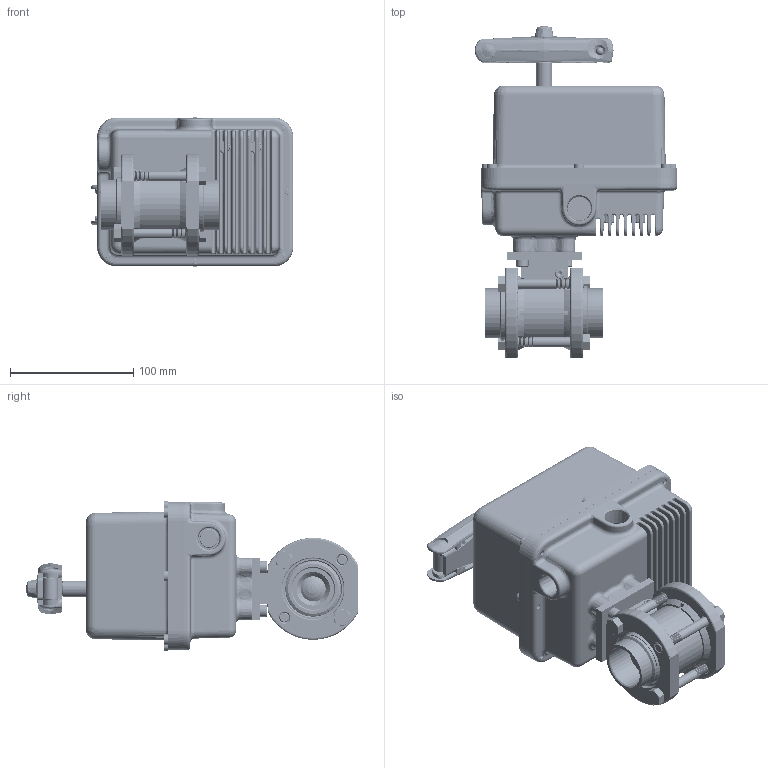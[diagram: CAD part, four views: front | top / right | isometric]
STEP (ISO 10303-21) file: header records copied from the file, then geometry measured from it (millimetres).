
FILE_DESCRIPTION (( 'STEP AP203' ), '1' );
FILE_NAME ('28XXSWS600.step', '2018-04-11T12:16:26', ( '' ), ( '' ), 'SwSTEP 2.0', 'SolidWorks 2017', '' );
FILE_SCHEMA (( 'CONFIG_CONTROL_DESIGN' ));
Length unit declared in the file: inch
Products named in the file (1): 28XXSWS600
Bounding box: 163.85 x 268.82 x 121.31 mm (x, y, z)
Volume: 782382.6 mm3; surface area: 341229.7 mm2
Topology: 35 solids, 35 shells, 3808 faces, 9301 edges, 5587 vertices
Faces by surface type: cone 1359, cylinder 925, plane 863, bspline 444, torus 167, sphere 50
Entity records: 137957 total; most frequent: CARTESIAN_POINT 51070, ORIENTED_EDGE 18444, DIRECTION 18265, EDGE_CURVE 9222, AXIS2_PLACEMENT_3D 7198, VERTEX_POINT 5578, EDGE_LOOP 4018, LINE 3869
